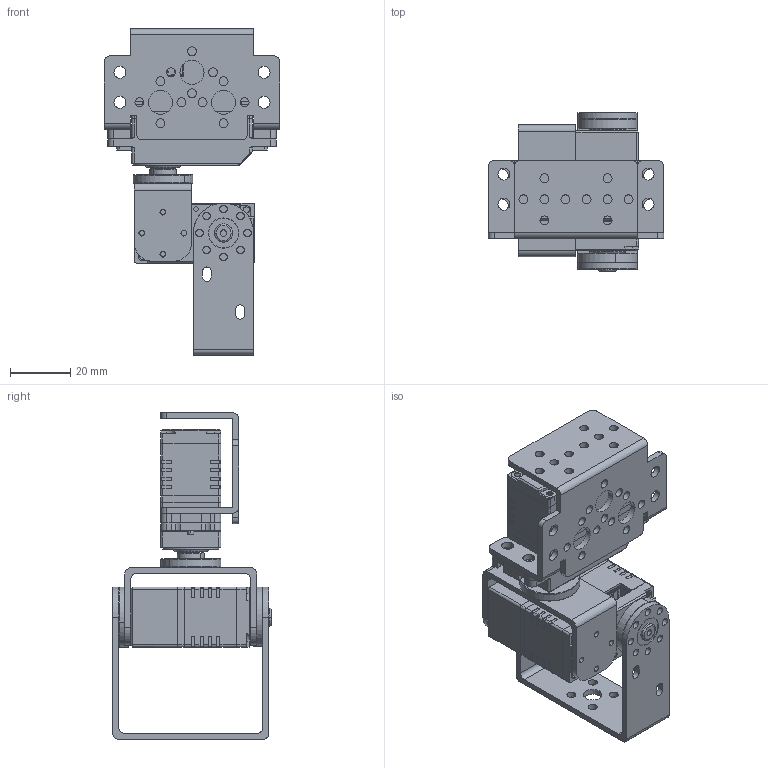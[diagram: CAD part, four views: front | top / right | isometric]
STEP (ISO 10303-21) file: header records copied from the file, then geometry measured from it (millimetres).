
FILE_DESCRIPTION (( 'STEP AP203' ), '1' );
FILE_NAME ('华馨京 多功能云台-3D.STEP', '2024-09-19T02:44:54', ( 'Windows 用户' ), ( '' ), 'SwSTEP 2.0', 'SolidWorks 2021', '' );
FILE_SCHEMA (( 'CONFIG_CONTROL_DESIGN' ));
Length unit declared in the file: millimetre
Products named in the file (20): ____________.step.STEP; 貌黹儔 25-50kg等粣嗆儂 3D.STEP; ____-____.STEP; 貌黹儔 25-50kg等粣嗆儂 3D; 等粣嗆儂菜え.stp; ______.step.STEP; 貌黹儔 25-50kg邧粣嗆儂-3D; 嗣髡夔盓殤; 华馨京 25-50kg舵机系列长U1支架-3D; 嗆攫ㄗ萵ㄘ; 华馨京 25-50kg舵机系列小U支架-3D; 华馨京 多功能云台-3D; 华馨京 25-50kg舵机系列主舵盘（四孔）-3D; 嗆攫ㄗ翋ㄘ; ____________-0.STEP; 貌黹儔 25-50kg邧粣嗆儂-3D.STEP; ____________.step-0.STEP; 3pin____.step.STEP; ____________.STEP; ________.STEP
Assembly tree (26 placements, depth 4):
  华馨京 多功能云台-3D
    嗣髡夔盓殤
    貌黹儔 25-50kg等粣嗆儂 3D
      貌黹儔 25-50kg等粣嗆儂 3D.STEP
        ____________.step.STEP
        ____________.step-0.STEP
        ______.step.STEP
        ____-____.STEP
        ________.STEP
        3pin____.step.STEP  x2
    等粣嗆儂菜え.stp  x2
    华馨京 25-50kg舵机系列主舵盘（四孔）-3D
    华馨京 25-50kg舵机系列小U支架-3D
    貌黹儔 25-50kg邧粣嗆儂-3D
      貌黹儔 25-50kg邧粣嗆儂-3D.STEP
        ____-____.STEP
        ____________.STEP
        ________.STEP
        ____________-0.STEP
        ______.step.STEP
        3pin____.step.STEP  x2
    嗆攫ㄗ萵ㄘ
    嗆攫ㄗ翋ㄘ
    华馨京 25-50kg舵机系列长U1支架-3D
Bounding box: 58.5 x 52.77 x 108.75 mm (x, y, z)
Volume: 43971.2 mm3; surface area: 50828.7 mm2
Topology: 34 solids, 34 shells, 1706 faces, 4754 edges, 3136 vertices
Faces by surface type: plane 890, cylinder 706, cone 88, torus 20, bspline 2
Entity records: 45729 total; most frequent: CARTESIAN_POINT 9321, ORIENTED_EDGE 7198, DIRECTION 7101, EDGE_CURVE 3599, AXIS2_PLACEMENT_3D 2540, VERTEX_POINT 2366, LINE 2021, VECTOR 2021
